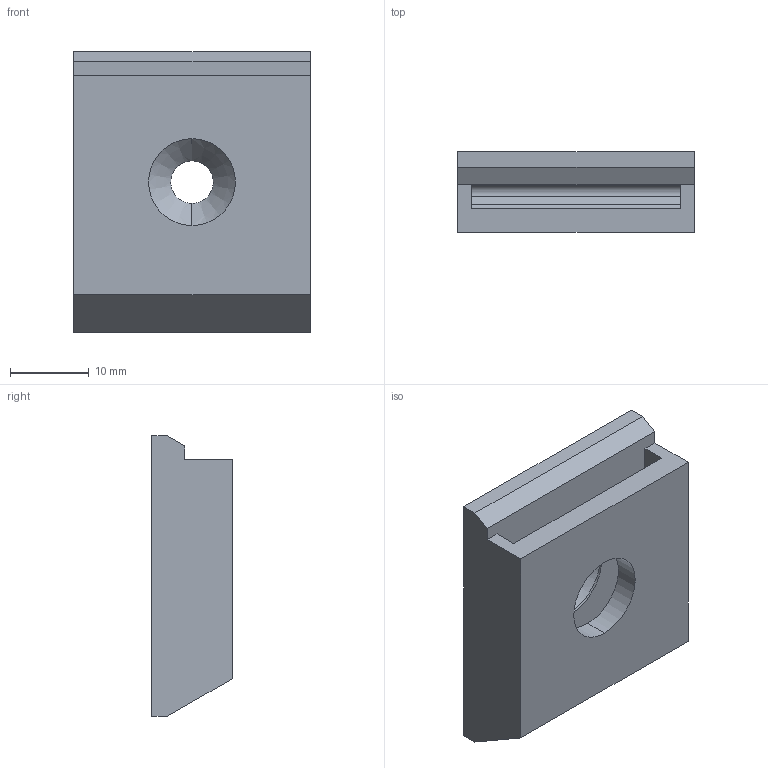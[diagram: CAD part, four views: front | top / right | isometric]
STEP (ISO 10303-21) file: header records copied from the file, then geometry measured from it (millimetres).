
FILE_DESCRIPTION (( 'STEP AP214' ), '1' );
FILE_NAME ('6920370', '2019-01-31T12:06:34', ( '' ), ('JUGARD+KÜNSTNER GmbH'), 'SwSTEP 2.0', 'SolidWorks 2017', '' );
FILE_SCHEMA (( 'AUTOMOTIVE_DESIGN' ));
Length unit declared in the file: millimetre
Products named in the file (1): 6920370_CNAJF00
Bounding box: 30 x 10.2 x 35.5 mm (x, y, z)
Volume: 6797.6 mm3; surface area: 4793.3 mm2
Topology: 1 solids, 1 shells, 34 faces, 86 edges, 56 vertices
Faces by surface type: plane 24, cylinder 8, cone 2
Entity records: 1056 total; most frequent: CARTESIAN_POINT 177, ORIENTED_EDGE 172, DIRECTION 172, EDGE_CURVE 86, LINE 70, VECTOR 70, VERTEX_POINT 56, AXIS2_PLACEMENT_3D 51
